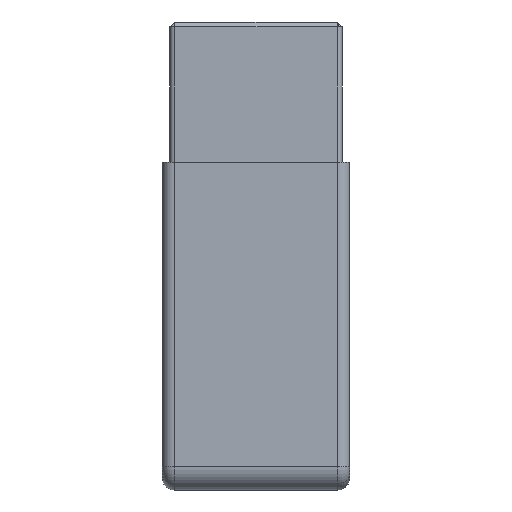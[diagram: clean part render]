
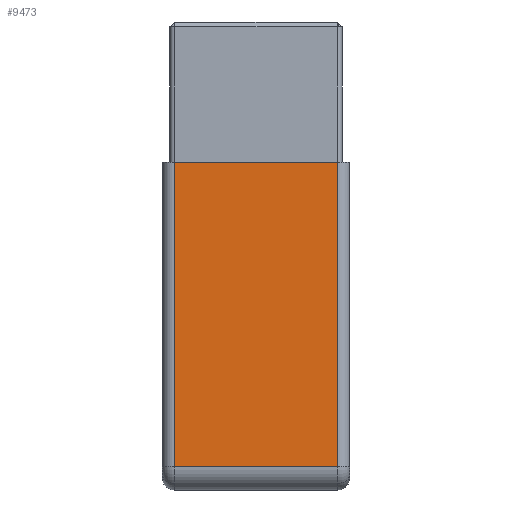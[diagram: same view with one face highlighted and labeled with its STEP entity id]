
A CAD part, left-side view. The second image highlights one B-rep face of the part: STEP entity #9473.
In plain terms, the highlighted planar face has unit normal (-1, 0, 0).
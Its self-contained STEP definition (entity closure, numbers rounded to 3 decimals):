
#162 = CARTESIAN_POINT ( 'NONE',  ( -30., -17.5, -65. ) ) ;
#588 = DIRECTION ( 'NONE',  ( 0., 0., 1. ) ) ;
#1434 = CARTESIAN_POINT ( 'NONE',  ( -30., -20., -65. ) ) ;
#2021 = DIRECTION ( 'NONE',  ( -1., 0., 0. ) ) ;
#2281 = ORIENTED_EDGE ( 'NONE', *, *, #2810, .T. ) ;
#2367 = EDGE_CURVE ( 'NONE', #8933, #6296, #8097, .T. ) ;
#2810 = EDGE_CURVE ( 'NONE', #13470, #8933, #4074, .T. ) ;
#3878 = DIRECTION ( 'NONE',  ( 0., 0., -1. ) ) ;
#3939 = CARTESIAN_POINT ( 'NONE',  ( -30., 17.5, -65. ) ) ;
#3991 = AXIS2_PLACEMENT_3D ( 'NONE', #18256, #2021, #588 ) ;
#4074 = LINE ( 'NONE', #14914, #5589 ) ;
#5003 = VECTOR ( 'NONE', #14627, 1000. ) ;
#5589 = VECTOR ( 'NONE', #3878, 1000. ) ;
#6296 = VERTEX_POINT ( 'NONE', #162 ) ;
#7522 = EDGE_CURVE ( 'NONE', #13470, #16589, #17559, .T. ) ;
#8097 = LINE ( 'NONE', #1434, #10619 ) ;
#8170 = EDGE_CURVE ( 'NONE', #6296, #16589, #12287, .T. ) ;
#8933 = VERTEX_POINT ( 'NONE', #3939 ) ;
#9473 = ADVANCED_FACE ( 'NONE', ( #20546 ), #13351, .T. ) ;
#9771 = ORIENTED_EDGE ( 'NONE', *, *, #8170, .T. ) ;
#10619 = VECTOR ( 'NONE', #12697, 1000. ) ;
#12256 = CARTESIAN_POINT ( 'NONE',  ( -30., 20., 0. ) ) ;
#12287 = LINE ( 'NONE', #13483, #18305 ) ;
#12394 = CARTESIAN_POINT ( 'NONE',  ( -30., -17.5, 0. ) ) ;
#12697 = DIRECTION ( 'NONE',  ( 0., -1., 0. ) ) ;
#13348 = DIRECTION ( 'NONE',  ( 0., 0., 1. ) ) ;
#13351 = PLANE ( 'NONE',  #3991 ) ;
#13470 = VERTEX_POINT ( 'NONE', #15046 ) ;
#13483 = CARTESIAN_POINT ( 'NONE',  ( -30., -17.5, -112.111 ) ) ;
#14254 = ORIENTED_EDGE ( 'NONE', *, *, #2367, .T. ) ;
#14627 = DIRECTION ( 'NONE',  ( 0., -1., 0. ) ) ;
#14914 = CARTESIAN_POINT ( 'NONE',  ( -30., 17.5, -112.111 ) ) ;
#15022 = EDGE_LOOP ( 'NONE', ( #14254, #9771, #18531, #2281 ) ) ;
#15046 = CARTESIAN_POINT ( 'NONE',  ( -30., 17.5, 0. ) ) ;
#16589 = VERTEX_POINT ( 'NONE', #12394 ) ;
#17559 = LINE ( 'NONE', #12256, #5003 ) ;
#18256 = CARTESIAN_POINT ( 'NONE',  ( -30., 20., -112.111 ) ) ;
#18305 = VECTOR ( 'NONE', #13348, 1000. ) ;
#18531 = ORIENTED_EDGE ( 'NONE', *, *, #7522, .F. ) ;
#20546 = FACE_OUTER_BOUND ( 'NONE', #15022, .T. ) ;
